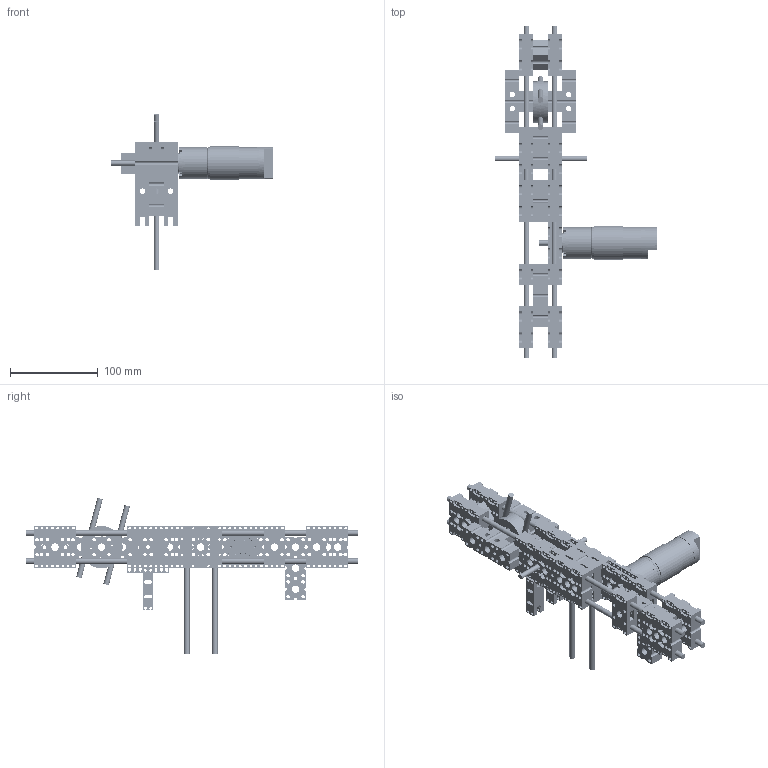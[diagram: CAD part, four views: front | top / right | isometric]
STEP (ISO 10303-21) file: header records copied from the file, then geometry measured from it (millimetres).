
FILE_DESCRIPTION(/* description */ (''),/* implementation_level */ '2;1');
FILE_NAME(/* name */ 'root demo object.step',/* time_stamp */ '2019-07-28T19:05:37-07:00',/* author */ (''),/* organization */ (''),/* preprocessor_version */ 'ST-DEVELOPER v18',/* originating_system */ 'Autodesk Translation Framework v8.2.0.1029',/* authorisation */ '');
FILE_SCHEMA (('AUTOMOTIVE_DESIGN { 1 0 10303 214 3 1 1 }'));
Length unit declared in the file: millimetre
Products named in the file (46): root project banner; root 0.5 v15; joints; typical 48mm pair; T-bar; typical 24mm pair; specialty pieces; motor mount; am-3637 NeveRest Orbital 20 Gearmotor REV2 v1; NeveRest orbital 2 stage Gearbox; 7804K117_STAINLESS STEEL BALL BEARING_7804K117; 97633A150_BLACK-FINISH STEEL EXTERNAL RETAINING RING_97633A150_grv; Shim; am-3104 NeveRest Motor; SHCS M3 x 16mm; 8.5-4 reducer; old parts; typical 48mm pair_1; 72mm midbar; round base; typical 48mm pair_2; typical 48mm pair_3; typical 48mm pair_4; typical 24mm pair_1; 24mm base; 24mm spacer; typical 48mm pair_5; 48mm base; 72mm midbar(Mirror); 72mm midbar(Mirror) (1); round base(Mirror); 72mm midbar(Mirror)(Mirror); midblock(Mirror) (1); midblock(Mirror)(Mirror); 48mm base(Mirror); 48mm spacer(Mirror); midblock(Mirror); midblock; 48mm base(Mirror) (1); 48mm base(Mirror) (2) ...
Assembly tree (99 placements, depth 6):
  root project banner
    root 0.5 v15
      joints
        typical 48mm pair
          48mm base  x2
          48mm spacer  x2
        T-bar
          72mm midbar  x2
          48mm midbar
          midblock  x2
        typical 24mm pair
          24mm base  x2
          24mm spacer  x2
      specialty pieces
        motor mount
          am-3637 NeveRest Orbital 20 Gearmotor REV2 v1
            NeveRest orbital 2 stage Gearbox
            SHCS M3 x 16mm  x4
            7804K117_STAINLESS STEEL BALL BEARING_7804K117
            97633A150_BLACK-FINISH STEEL EXTERNAL RETAINING RING_97633A150_grv
            Shim
            am-3104 NeveRest Motor
          48mm base  x2
          8.5-4 reducer  x2
      old parts
    typical 48mm pair_1
      48mm base  x2
      48mm spacer  x2
    72mm midbar
    12mm base  x8
    round base
    48mm base
    typical 48mm pair_2
      48mm base  x2
      48mm spacer  x2
    typical 48mm pair_3
      48mm base  x2
      48mm spacer  x2
    typical 48mm pair_4
      48mm base  x2
      48mm spacer  x2
    typical 24mm pair_1
      24mm base  x2
      24mm spacer  x2
    typical 48mm pair_5
      48mm base  x2
      48mm spacer  x2
    72mm midbar(Mirror)
    midblock  x2
    midblock(Mirror)  x2
    72mm midbar(Mirror) (1)
    round base(Mirror)
    72mm midbar(Mirror)(Mirror)
    midblock(Mirror) (1)
    midblock(Mirror)(Mirror)
    48mm base(Mirror)  x2
    48mm spacer(Mirror)  x2
    48mm base(Mirror) (1)
    48mm base(Mirror) (2)
    48mm base(Mirror) (1)(Mirror)
Bounding box: 184.41 x 378 x 178.21 mm (x, y, z)
Volume: 558655.6 mm3; surface area: 375681.9 mm2
Topology: 110 solids, 110 shells, 4205 faces, 12648 edges, 8636 vertices
Faces by surface type: cylinder 2236, plane 1804, bspline 126, cone 22, sphere 12, torus 5
Full cylindrical faces by diameter (mm): 1.041 x2, 2.5 x10, 3 x420, 3.175 x7, 4 x487, 5.5 x4, 6 x4, 6.35 x8, 7.366 x1, 7.5 x4, 8 x5, 8.5 x98, 10 x2, 11.033 x4, 12 x1, 12.5 x2, 12.967 x4, 13 x2, 15 x2, 16 x2, 19 x34, 35.949 x1, 36 x4, 37 x1, 38 x1, 48 x2
Entity records: 67831 total; most frequent: CARTESIAN_POINT 19161, DIRECTION 9798, ORIENTED_EDGE 9686, EDGE_CURVE 4843, AXIS2_PLACEMENT_3D 3615, VERTEX_POINT 3338, LINE 2568, VECTOR 2568
